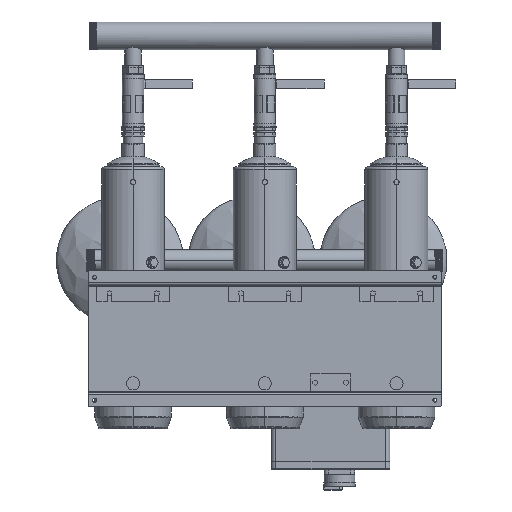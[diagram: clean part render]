
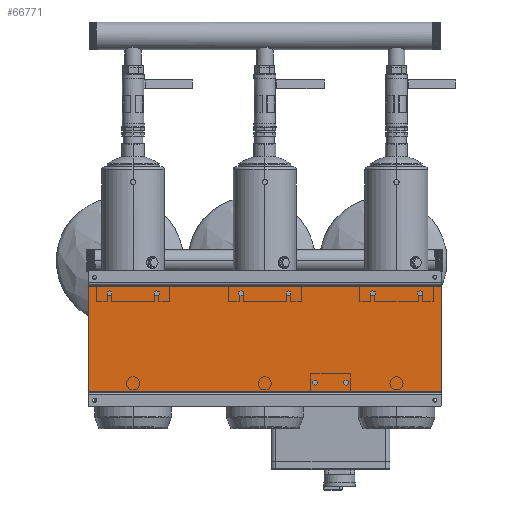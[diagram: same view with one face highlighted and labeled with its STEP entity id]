
A CAD part, front view. The second image highlights one B-rep face of the part: STEP entity #66771.
In plain terms, the highlighted planar face has unit normal (0, -1, 0).
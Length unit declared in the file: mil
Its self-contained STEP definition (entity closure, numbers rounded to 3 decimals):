
#1428 = VECTOR ( 'NONE', #38251, 39370.079 ) ;
#2643 = EDGE_LOOP ( 'NONE', ( #44476, #56554, #81184, #59185 ) ) ;
#3467 = CARTESIAN_POINT ( 'NONE',  ( 15846.457, 2047.244, 4724.409 ) ) ;
#3578 = VECTOR ( 'NONE', #5475, 39370.079 ) ;
#5475 = DIRECTION ( 'NONE',  ( 0., 0., -1. ) ) ;
#13595 = CARTESIAN_POINT ( 'NONE',  ( -15846.457, 2047.244, 4724.409 ) ) ;
#14475 = VERTEX_POINT ( 'NONE', #3467 ) ;
#21470 = VERTEX_POINT ( 'NONE', #70527 ) ;
#21880 = CARTESIAN_POINT ( 'NONE',  ( 15846.457, 2047.244, 4724.409 ) ) ;
#23091 = LINE ( 'NONE', #61302, #52398 ) ;
#23633 = CARTESIAN_POINT ( 'NONE',  ( 15846.457, 2047.244, 4724.409 ) ) ;
#28912 = PLANE ( 'NONE',  #83989 ) ;
#34114 = EDGE_CURVE ( 'NONE', #84754, #21470, #23091, .T. ) ;
#34313 = EDGE_CURVE ( 'NONE', #14475, #51468, #41056, .T. ) ;
#35297 = DIRECTION ( 'NONE',  ( 1., 0., 0. ) ) ;
#37274 = LINE ( 'NONE', #45750, #3578 ) ;
#38251 = DIRECTION ( 'NONE',  ( 0., 0., -1. ) ) ;
#41056 = LINE ( 'NONE', #23633, #96456 ) ;
#43742 = FACE_OUTER_BOUND ( 'NONE', #2643, .T. ) ;
#44476 = ORIENTED_EDGE ( 'NONE', *, *, #61726, .T. ) ;
#44815 = DIRECTION ( 'NONE',  ( -1., 0., 0. ) ) ;
#45750 = CARTESIAN_POINT ( 'NONE',  ( -15846.457, 2047.244, -4724.409 ) ) ;
#49960 = CARTESIAN_POINT ( 'NONE',  ( 15846.457, 2047.244, -4724.409 ) ) ;
#51468 = VERTEX_POINT ( 'NONE', #13595 ) ;
#52398 = VECTOR ( 'NONE', #44815, 39370.079 ) ;
#56554 = ORIENTED_EDGE ( 'NONE', *, *, #34114, .F. ) ;
#59185 = ORIENTED_EDGE ( 'NONE', *, *, #34313, .T. ) ;
#61302 = CARTESIAN_POINT ( 'NONE',  ( 15846.457, 2047.244, -4724.409 ) ) ;
#61726 = EDGE_CURVE ( 'NONE', #51468, #21470, #37274, .T. ) ;
#66771 = ADVANCED_FACE ( 'NONE', ( #43742 ), #28912, .F. ) ;
#70527 = CARTESIAN_POINT ( 'NONE',  ( -15846.457, 2047.244, -4724.409 ) ) ;
#75552 = DIRECTION ( 'NONE',  ( 0., 1., 0. ) ) ;
#76095 = CARTESIAN_POINT ( 'NONE',  ( 15846.457, 2047.244, -4724.409 ) ) ;
#81184 = ORIENTED_EDGE ( 'NONE', *, *, #103616, .F. ) ;
#83989 = AXIS2_PLACEMENT_3D ( 'NONE', #76095, #75552, #35297 ) ;
#84754 = VERTEX_POINT ( 'NONE', #49960 ) ;
#88271 = DIRECTION ( 'NONE',  ( -1., 0., 0. ) ) ;
#96456 = VECTOR ( 'NONE', #88271, 39370.079 ) ;
#103616 = EDGE_CURVE ( 'NONE', #14475, #84754, #103931, .T. ) ;
#103931 = LINE ( 'NONE', #21880, #1428 ) ;
